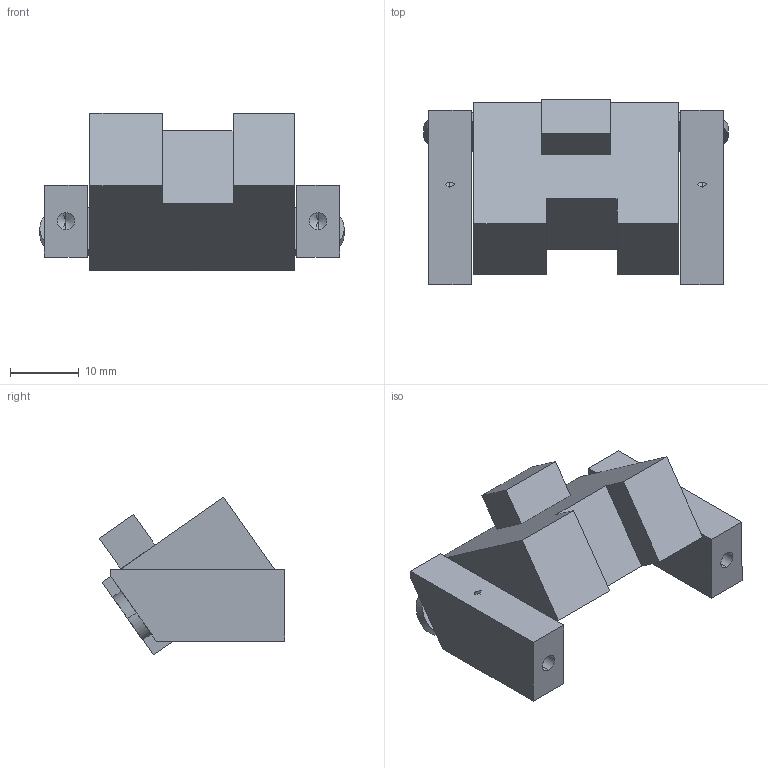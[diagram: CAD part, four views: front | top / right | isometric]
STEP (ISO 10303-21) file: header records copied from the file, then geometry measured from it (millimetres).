
FILE_DESCRIPTION (( 'STEP AP214' ), '1' );
FILE_NAME ('GP2Y0A02YK0F_OnMount.STEP', '2019-01-07T16:45:22', ( '' ), ( '' ), 'SwSTEP 2.0', 'SolidWorks 2018', '' );
FILE_SCHEMA (( 'AUTOMOTIVE_DESIGN' ));
Length unit declared in the file: inch
Products named in the file (3): GP2Y0A02YK0F; DAF-004A-01; GP2Y0A02YK0F_OnMount
Assembly tree (3 placements, depth 2):
  GP2Y0A02YK0F_OnMount
    DAF-004A-01  x2
    GP2Y0A02YK0F
Bounding box: 44.32 x 27 x 22.99 mm (x, y, z)
Volume: 10954.4 mm3; surface area: 5043.2 mm2
Topology: 3 solids, 3 shells, 58 faces, 153 edges, 96 vertices
Faces by surface type: plane 35, cylinder 15, cone 8
Entity records: 1500 total; most frequent: CARTESIAN_POINT 248, DIRECTION 226, ORIENTED_EDGE 220, EDGE_CURVE 110, VECTOR 84, LINE 84, VERTEX_POINT 73, AXIS2_PLACEMENT_3D 71
